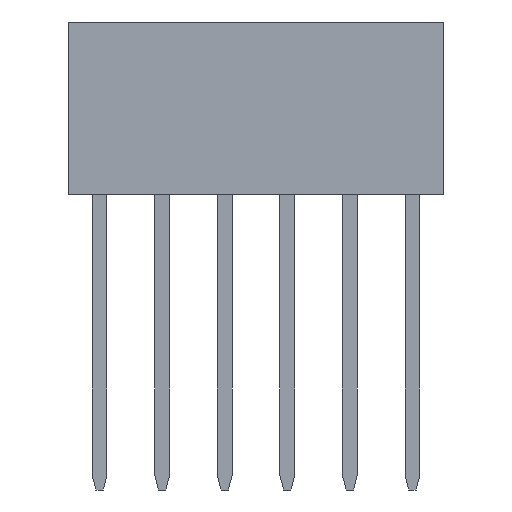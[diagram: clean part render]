
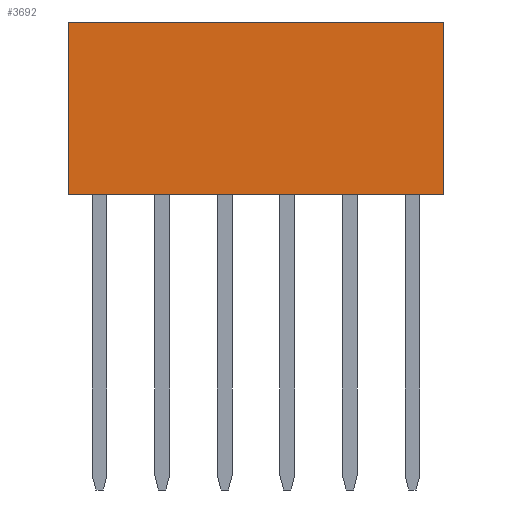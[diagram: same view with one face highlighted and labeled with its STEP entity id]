
A CAD part, left-side view. The second image highlights one B-rep face of the part: STEP entity #3692.
In plain terms, the highlighted planar face has unit normal (-1, 0, 0).
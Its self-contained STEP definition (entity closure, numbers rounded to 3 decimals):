
#41=FACE_OUTER_BOUND('',#249,.T.);
#249=EDGE_LOOP('',(#2398,#2399,#2400,#2401));
#452=LINE('',#5010,#956);
#458=LINE('',#5023,#962);
#461=LINE('',#5028,#965);
#487=LINE('',#5079,#991);
#956=VECTOR('',#4105,1.);
#962=VECTOR('',#4113,1.);
#965=VECTOR('',#4120,1.);
#991=VECTOR('',#4148,1.);
#1454=VERTEX_POINT('',#4998);
#1459=VERTEX_POINT('',#5008);
#1464=VERTEX_POINT('',#5020);
#1465=VERTEX_POINT('',#5022);
#1788=EDGE_CURVE('',#1454,#1459,#452,.T.);
#1794=EDGE_CURVE('',#1464,#1465,#458,.T.);
#1797=EDGE_CURVE('',#1465,#1459,#461,.T.);
#1823=EDGE_CURVE('',#1464,#1454,#487,.T.);
#2398=ORIENTED_EDGE('',*,*,#1794,.F.);
#2399=ORIENTED_EDGE('',*,*,#1823,.T.);
#2400=ORIENTED_EDGE('',*,*,#1788,.T.);
#2401=ORIENTED_EDGE('',*,*,#1797,.F.);
#3299=PLANE('',#3902);
#3692=ADVANCED_FACE('',(#41),#3299,.F.);
#3902=AXIS2_PLACEMENT_3D('',#5181,#4205,#4206);
#4105=DIRECTION('',(0.,0.,1.));
#4113=DIRECTION('',(0.,0.,1.));
#4120=DIRECTION('',(0.,-1.,0.));
#4148=DIRECTION('',(0.,-1.,0.));
#4205=DIRECTION('center_axis',(1.,0.,0.));
#4206=DIRECTION('ref_axis',(0.,-1.,0.));
#4998=CARTESIAN_POINT('',(-1.27,-13.97,0.));
#5008=CARTESIAN_POINT('',(-1.27,-13.97,7.));
#5010=CARTESIAN_POINT('',(-1.27,-13.97,0.));
#5020=CARTESIAN_POINT('',(-1.27,1.27,0.));
#5022=CARTESIAN_POINT('',(-1.27,1.27,7.));
#5023=CARTESIAN_POINT('',(-1.27,1.27,0.));
#5028=CARTESIAN_POINT('',(-1.27,1.27,7.));
#5079=CARTESIAN_POINT('',(-1.27,1.27,0.));
#5181=CARTESIAN_POINT('Origin',(-1.27,1.27,0.));
